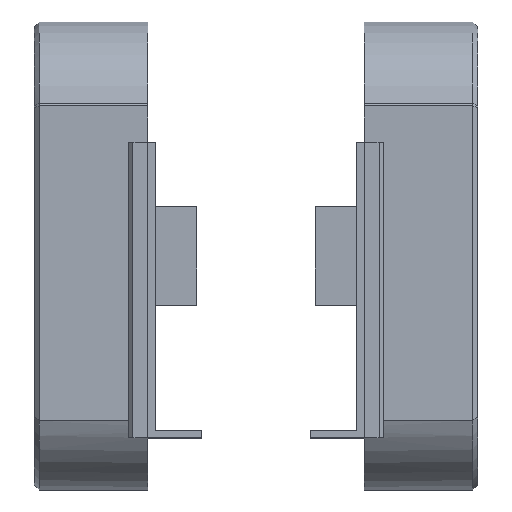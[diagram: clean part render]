
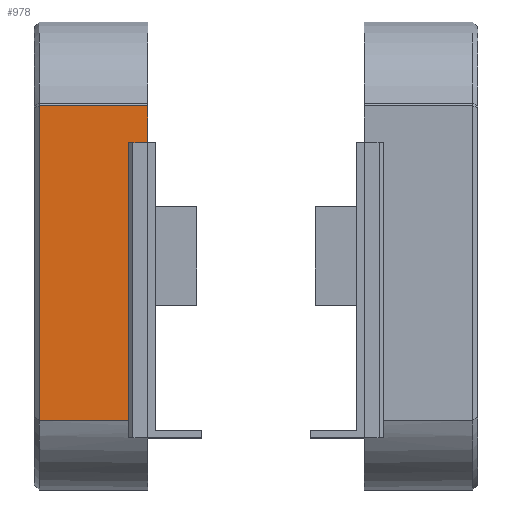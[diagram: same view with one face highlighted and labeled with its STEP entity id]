
A CAD part, top view. The second image highlights one B-rep face of the part: STEP entity #978.
In plain terms, the highlighted planar face has unit normal (0, 0, 1).
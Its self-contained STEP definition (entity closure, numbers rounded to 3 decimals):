
#34=CARTESIAN_POINT('',(66.,146.,74.5));
#35=VERTEX_POINT('',#34);
#42=CARTESIAN_POINT('',(66.,33.,74.5));
#43=VERTEX_POINT('',#42);
#44=CARTESIAN_POINT('',(66.,146.,74.5));
#45=DIRECTION('',(0.,-1.,0.));
#46=VECTOR('',#45,113.);
#47=LINE('',#44,#46);
#48=EDGE_CURVE('',#35,#43,#47,.T.);
#940=CARTESIAN_POINT('',(20.,99.,74.5));
#941=DIRECTION('',(0.,0.,1.));
#942=DIRECTION('',(1.,0.,0.));
#943=AXIS2_PLACEMENT_3D('',#940,#941,#942);
#944=PLANE('',#943);
#945=CARTESIAN_POINT('',(66.,161.,74.5));
#946=VERTEX_POINT('',#945);
#947=CARTESIAN_POINT('',(22.,161.,74.5));
#948=VERTEX_POINT('',#947);
#949=CARTESIAN_POINT('',(66.,161.,74.5));
#950=DIRECTION('',(-1.,0.,0.));
#951=VECTOR('',#950,44.);
#952=LINE('',#949,#951);
#953=EDGE_CURVE('',#946,#948,#952,.T.);
#954=ORIENTED_EDGE('',*,*,#953,.T.);
#955=CARTESIAN_POINT('',(22.,33.,74.5));
#956=VERTEX_POINT('',#955);
#957=CARTESIAN_POINT('',(22.,161.,74.5));
#958=DIRECTION('',(0.,-1.,0.));
#959=VECTOR('',#958,128.);
#960=LINE('',#957,#959);
#961=EDGE_CURVE('',#948,#956,#960,.T.);
#962=ORIENTED_EDGE('',*,*,#961,.T.);
#963=CARTESIAN_POINT('',(22.,33.,74.5));
#964=DIRECTION('',(1.,0.,-0.));
#965=VECTOR('',#964,44.);
#966=LINE('',#963,#965);
#967=EDGE_CURVE('',#956,#43,#966,.T.);
#968=ORIENTED_EDGE('',*,*,#967,.T.);
#969=ORIENTED_EDGE('',*,*,#48,.F.);
#970=CARTESIAN_POINT('',(66.,161.,74.5));
#971=DIRECTION('',(0.,-1.,0.));
#972=VECTOR('',#971,15.);
#973=LINE('',#970,#972);
#974=EDGE_CURVE('',#946,#35,#973,.T.);
#975=ORIENTED_EDGE('',*,*,#974,.F.);
#976=EDGE_LOOP('',(#954,#962,#968,#969,#975));
#977=FACE_BOUND('',#976,.T.);
#978=ADVANCED_FACE('',(#977),#944,.T.);
